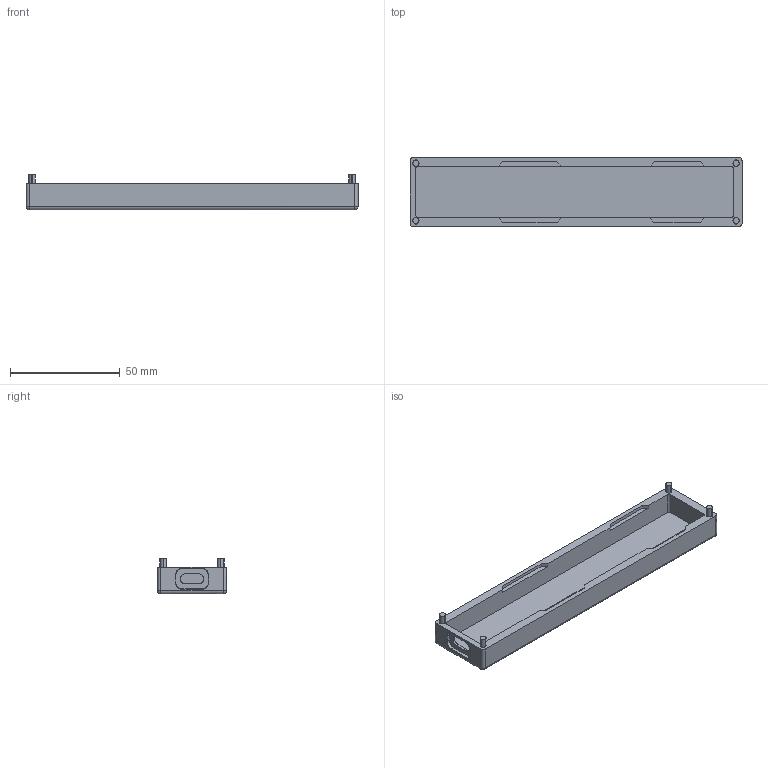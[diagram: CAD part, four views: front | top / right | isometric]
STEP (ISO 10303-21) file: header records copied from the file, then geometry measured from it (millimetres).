
FILE_DESCRIPTION(/* description */ (''),/* implementation_level */ '2;1');
FILE_NAME(/* name */ 'bottom.step',/* time_stamp */ '2022-10-12T22:37:31+10:30',/* author */ (''),/* organization */ (''),/* preprocessor_version */ 'ST-DEVELOPER v19',/* originating_system */ 'Autodesk Translation Framework v11.7.0.108',/* authorisation */ '');
FILE_SCHEMA (('AUTOMOTIVE_DESIGN { 1 0 10303 214 3 1 1 }'));
Length unit declared in the file: millimetre
Products named in the file (1): FusionComponent
Bounding box: 151.5 x 31.55 x 16.22 mm (x, y, z)
Volume: 22640.6 mm3; surface area: 17246.1 mm2
Topology: 1 solids, 1 shells, 152 faces, 416 edges, 268 vertices
Faces by surface type: plane 104, cylinder 35, bspline 13
Entity records: 5582 total; most frequent: CARTESIAN_POINT 1719, ORIENTED_EDGE 824, DIRECTION 748, EDGE_CURVE 412, LINE 328, VECTOR 328, VERTEX_POINT 268, AXIS2_PLACEMENT_3D 210
